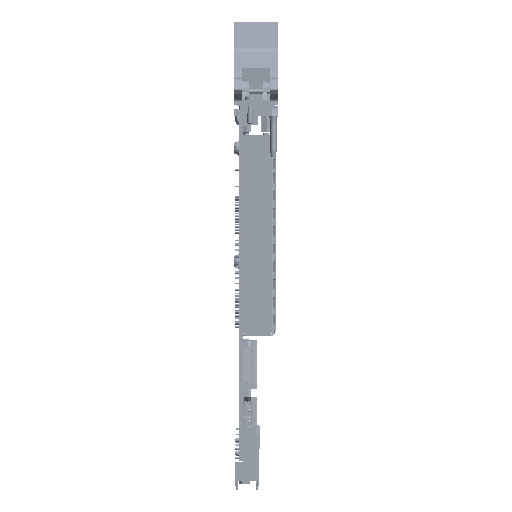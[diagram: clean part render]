
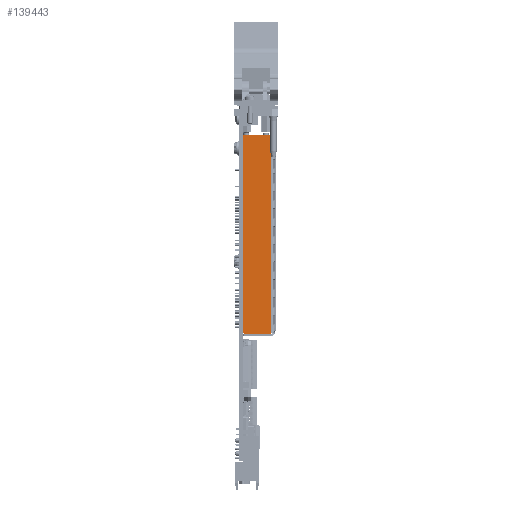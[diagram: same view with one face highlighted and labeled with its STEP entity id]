
A CAD part, front view. The second image highlights one B-rep face of the part: STEP entity #139443.
In plain terms, the highlighted planar face has unit normal (0, -1, 0).
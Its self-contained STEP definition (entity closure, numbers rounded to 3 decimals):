
#1939 = PLANE ( 'NONE',  #251624 ) ;
#2018 = CARTESIAN_POINT ( 'NONE',  ( -27.215, -34.547, -7.91 ) ) ;
#2021 = DIRECTION ( 'NONE',  ( 0., 1., 0. ) ) ;
#2025 = DIRECTION ( 'NONE',  ( -1., 0., 0. ) ) ;
#19565 = CARTESIAN_POINT ( 'NONE',  ( -28.215, -34.547, -7.91 ) ) ;
#19643 = CARTESIAN_POINT ( 'NONE',  ( -41.215, -34.547, -8.91 ) ) ;
#19693 = CARTESIAN_POINT ( 'NONE',  ( -28.215, -34.547, -98.839 ) ) ;
#19698 = CARTESIAN_POINT ( 'NONE',  ( -41.215, -34.547, -97.839 ) ) ;
#19703 = CARTESIAN_POINT ( 'NONE',  ( -40.215, -34.547, -7.91 ) ) ;
#19708 = CARTESIAN_POINT ( 'NONE',  ( -40.215, -34.547, -98.839 ) ) ;
#58346 = VECTOR ( 'NONE', #81917, 1000. ) ;
#58354 = LINE ( 'NONE', #81915, #58346 ) ;
#58526 = CIRCLE ( 'NONE', #60862, 1. ) ;
#59744 = AXIS2_PLACEMENT_3D ( 'NONE', #188016, #188017, #188018 ) ;
#60862 = AXIS2_PLACEMENT_3D ( 'NONE', #82014, #82015, #82017 ) ;
#64559 = DIRECTION ( 'NONE',  ( 0., 0., -1. ) ) ;
#64563 = CARTESIAN_POINT ( 'NONE',  ( -41.215, -34.547, -7.91 ) ) ;
#81915 = CARTESIAN_POINT ( 'NONE',  ( -28.215, -34.547, -99.91 ) ) ;
#81917 = DIRECTION ( 'NONE',  ( 0., 0., -1. ) ) ;
#82014 = CARTESIAN_POINT ( 'NONE',  ( -40.215, -34.547, -97.839 ) ) ;
#82015 = DIRECTION ( 'NONE',  ( 0., -1., 0. ) ) ;
#82017 = DIRECTION ( 'NONE',  ( -1., 0., 0. ) ) ;
#93645 = VERTEX_POINT ( 'NONE', #19565 ) ;
#93661 = VERTEX_POINT ( 'NONE', #19643 ) ;
#93671 = VERTEX_POINT ( 'NONE', #19693 ) ;
#93672 = VERTEX_POINT ( 'NONE', #19698 ) ;
#93673 = VERTEX_POINT ( 'NONE', #19703 ) ;
#93674 = VERTEX_POINT ( 'NONE', #19708 ) ;
#101900 = ORIENTED_EDGE ( 'NONE', *, *, #121422, .T. ) ;
#101901 = ORIENTED_EDGE ( 'NONE', *, *, #122873, .T. ) ;
#101904 = ORIENTED_EDGE ( 'NONE', *, *, #122555, .F. ) ;
#101907 = ORIENTED_EDGE ( 'NONE', *, *, #122841, .F. ) ;
#101909 = ORIENTED_EDGE ( 'NONE', *, *, #122548, .T. ) ;
#101911 = ORIENTED_EDGE ( 'NONE', *, *, #122034, .T. ) ;
#107926 = VECTOR ( 'NONE', #228633, 1000. ) ;
#107940 = LINE ( 'NONE', #228630, #107926 ) ;
#107950 = LINE ( 'NONE', #228619, #107953 ) ;
#107953 = VECTOR ( 'NONE', #228590, 1000. ) ;
#121422 = EDGE_CURVE ( 'NONE', #93661, #93672, #187559, .T. ) ;
#122034 = EDGE_CURVE ( 'NONE', #93673, #93661, #188894, .T. ) ;
#122548 = EDGE_CURVE ( 'NONE', #93645, #93673, #107940, .T. ) ;
#122555 = EDGE_CURVE ( 'NONE', #93671, #93674, #107950, .T. ) ;
#122841 = EDGE_CURVE ( 'NONE', #93645, #93671, #58354, .T. ) ;
#122873 = EDGE_CURVE ( 'NONE', #93672, #93674, #58526, .T. ) ;
#139443 = ADVANCED_FACE ( 'NONE', ( #261723 ), #1939, .F. ) ;
#185220 = EDGE_LOOP ( 'NONE', ( #101900, #101901, #101904, #101907, #101909, #101911 ) ) ;
#187553 = VECTOR ( 'NONE', #64559, 1000. ) ;
#187559 = LINE ( 'NONE', #64563, #187553 ) ;
#188016 = CARTESIAN_POINT ( 'NONE',  ( -40.215, -34.547, -8.91 ) ) ;
#188017 = DIRECTION ( 'NONE',  ( 0., -1., 0. ) ) ;
#188018 = DIRECTION ( 'NONE',  ( -1., 0., 0. ) ) ;
#188894 = CIRCLE ( 'NONE', #59744, 1. ) ;
#228590 = DIRECTION ( 'NONE',  ( -1., 0., 0. ) ) ;
#228619 = CARTESIAN_POINT ( 'NONE',  ( -28.215, -34.547, -98.839 ) ) ;
#228630 = CARTESIAN_POINT ( 'NONE',  ( -27.215, -34.547, -7.91 ) ) ;
#228633 = DIRECTION ( 'NONE',  ( -1., 0., 0. ) ) ;
#251624 = AXIS2_PLACEMENT_3D ( 'NONE', #2018, #2021, #2025 ) ;
#261723 = FACE_OUTER_BOUND ( 'NONE', #185220, .T. ) ;
